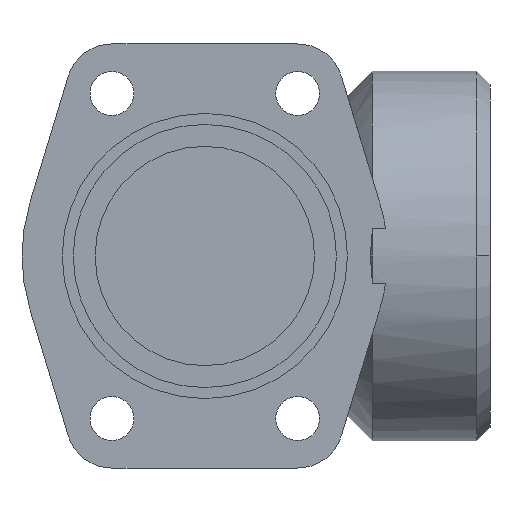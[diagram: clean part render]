
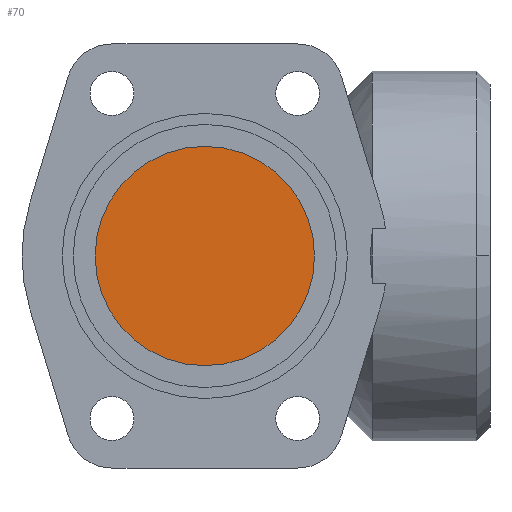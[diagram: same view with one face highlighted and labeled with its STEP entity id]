
A CAD part, front view. The second image highlights one B-rep face of the part: STEP entity #70.
In plain terms, the highlighted planar face has unit normal (0, -1, 0).
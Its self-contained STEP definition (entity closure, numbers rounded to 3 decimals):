
#70=ADVANCED_FACE('',(#154),#155,.F.);
#154=FACE_OUTER_BOUND('',#262,.T.);
#155=PLANE('',#263);
#262=EDGE_LOOP('',(#526,#527));
#263=AXIS2_PLACEMENT_3D('',#528,#529,#530);
#526=ORIENTED_EDGE('',*,*,#729,.F.);
#527=ORIENTED_EDGE('',*,*,#800,.F.);
#528=CARTESIAN_POINT('',(0.0,25.0,0.0));
#529=DIRECTION('',(-0.0,1.0,0.0));
#530=DIRECTION('',(1.0,0.0,0.0));
#729=EDGE_CURVE('',#874,#877,#878,.T.);
#800=EDGE_CURVE('',#877,#874,#1003,.T.);
#874=VERTEX_POINT('',#1108);
#877=VERTEX_POINT('',#1112);
#878=CIRCLE('',#1113,30.0);
#1003=CIRCLE('',#1435,30.0);
#1108=CARTESIAN_POINT('',(30.0,25.0,0.0));
#1112=CARTESIAN_POINT('',(-30.0,25.0,0.));
#1113=AXIS2_PLACEMENT_3D('',#1633,#1634,#1635);
#1435=AXIS2_PLACEMENT_3D('',#1779,#1780,#1781);
#1633=CARTESIAN_POINT('',(0.0,25.0,0.0));
#1634=DIRECTION('',(-0.0,1.0,0.0));
#1635=DIRECTION('',(1.0,0.0,0.0));
#1779=CARTESIAN_POINT('',(0.0,25.0,0.0));
#1780=DIRECTION('',(-0.0,1.0,0.0));
#1781=DIRECTION('',(1.0,0.0,0.0));
